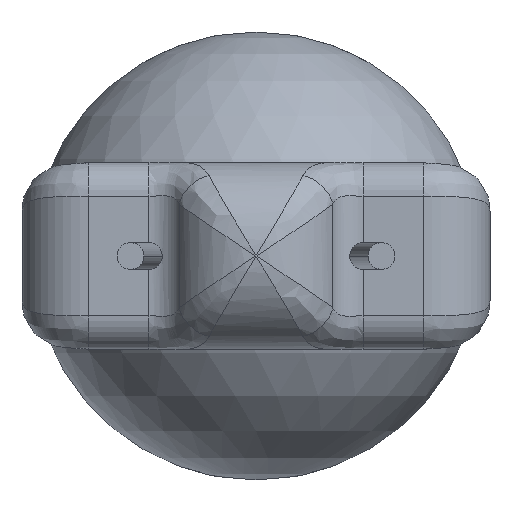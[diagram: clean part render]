
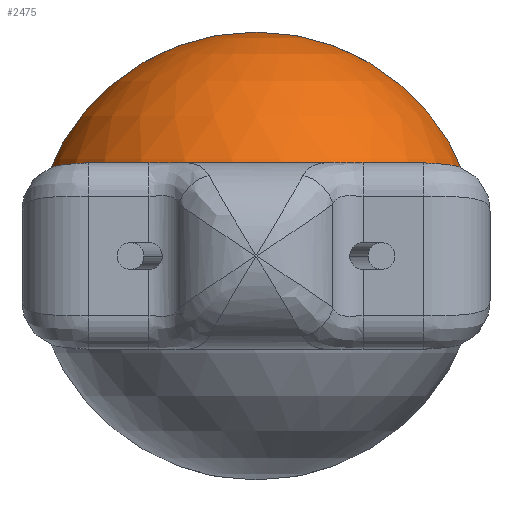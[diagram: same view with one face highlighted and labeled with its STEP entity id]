
A CAD part, front view. The second image highlights one B-rep face of the part: STEP entity #2475.
In plain terms, the highlighted spherical face has radius 3.35 mm.
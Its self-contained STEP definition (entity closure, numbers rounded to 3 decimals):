
#1 = AXIS2_PLACEMENT_3D ( 'NONE', #1034, #1080, #6351 ) ;
#73 = DIRECTION ( 'NONE',  ( 0., 0., -1. ) ) ;
#107 = ORIENTED_EDGE ( 'NONE', *, *, #3604, .F. ) ;
#187 = CIRCLE ( 'NONE', #2074, 3.35 ) ;
#195 = CARTESIAN_POINT ( 'NONE',  ( 1.343, -8.262, 0.2 ) ) ;
#282 = DIRECTION ( 'NONE',  ( 0., 0., 1. ) ) ;
#309 = CARTESIAN_POINT ( 'NONE',  ( 0., -5.199, 0. ) ) ;
#361 = VERTEX_POINT ( 'NONE', #5360 ) ;
#390 = AXIS2_PLACEMENT_3D ( 'NONE', #6183, #856, #1436 ) ;
#588 = CARTESIAN_POINT ( 'NONE',  ( -1.243, -8.304, 0.2 ) ) ;
#763 = VERTEX_POINT ( 'NONE', #4046 ) ;
#774 = CARTESIAN_POINT ( 'NONE',  ( 1.194, -8.325, 0.18 ) ) ;
#814 = VERTEX_POINT ( 'NONE', #7521 ) ;
#856 = DIRECTION ( 'NONE',  ( 0., 1., 0. ) ) ;
#1034 = CARTESIAN_POINT ( 'NONE',  ( 0., -5.199, 0. ) ) ;
#1069 = EDGE_CURVE ( 'NONE', #5637, #6427, #1815, .T. ) ;
#1080 = DIRECTION ( 'NONE',  ( 0., 0., 1. ) ) ;
#1225 = DIRECTION ( 'NONE',  ( -1., 0., 0. ) ) ;
#1352 = ORIENTED_EDGE ( 'NONE', *, *, #4387, .F. ) ;
#1436 = DIRECTION ( 'NONE',  ( 0., 0., 1. ) ) ;
#1470 = CARTESIAN_POINT ( 'NONE',  ( 0., -5.199, 0. ) ) ;
#1696 = EDGE_CURVE ( 'NONE', #763, #1821, #187, .T. ) ;
#1745 = CARTESIAN_POINT ( 'NONE',  ( -1.487, -8.201, 0.054 ) ) ;
#1777 = AXIS2_PLACEMENT_3D ( 'NONE', #7079, #73, #1225 ) ;
#1790 = CARTESIAN_POINT ( 'NONE',  ( -1.099, -8.364, 0. ) ) ;
#1815 = CIRCLE ( 'NONE', #1777, 3.35 ) ;
#1821 = VERTEX_POINT ( 'NONE', #5761 ) ;
#1956 = DIRECTION ( 'NONE',  ( 0., 1., 0. ) ) ;
#2027 = DIRECTION ( 'NONE',  ( 0., 0., 1. ) ) ;
#2062 = DIRECTION ( 'NONE',  ( 1., 0., 0. ) ) ;
#2074 = AXIS2_PLACEMENT_3D ( 'NONE', #2691, #5642, #2157 ) ;
#2087 = DIRECTION ( 'NONE',  ( 0., 0., 1. ) ) ;
#2097 = CARTESIAN_POINT ( 'NONE',  ( 1.099, -8.364, 0. ) ) ;
#2157 = DIRECTION ( 'NONE',  ( -1., 0., 0. ) ) ;
#2447 = ORIENTED_EDGE ( 'NONE', *, *, #5768, .T. ) ;
#2453 = CARTESIAN_POINT ( 'NONE',  ( 1.487, -8.201, 0. ) ) ;
#2475 = ADVANCED_FACE ( 'NONE', ( #5935 ), #4368, .T. ) ;
#2483 = CIRCLE ( 'NONE', #4533, 3.35 ) ;
#2492 = DIRECTION ( 'NONE',  ( -1., 0., 0. ) ) ;
#2607 = ORIENTED_EDGE ( 'NONE', *, *, #1696, .F. ) ;
#2691 = CARTESIAN_POINT ( 'NONE',  ( 0., -5.199, 0. ) ) ;
#3023 = CARTESIAN_POINT ( 'NONE',  ( 1.392, -8.242, 0.18 ) ) ;
#3045 = CIRCLE ( 'NONE', #390, 3.35 ) ;
#3048 = CARTESIAN_POINT ( 'NONE',  ( 1.464, -8.211, 0.107 ) ) ;
#3423 = VERTEX_POINT ( 'NONE', #6365 ) ;
#3490 = CARTESIAN_POINT ( 'NONE',  ( -1.392, -8.242, 0.18 ) ) ;
#3604 = EDGE_CURVE ( 'NONE', #1821, #814, #3045, .T. ) ;
#3745 = EDGE_CURVE ( 'NONE', #6162, #361, #4918, .T. ) ;
#3936 = AXIS2_PLACEMENT_3D ( 'NONE', #5534, #2027, #2492 ) ;
#3957 = ORIENTED_EDGE ( 'NONE', *, *, #4781, .F. ) ;
#4046 = CARTESIAN_POINT ( 'NONE',  ( -1.487, -8.201, 0. ) ) ;
#4091 = CARTESIAN_POINT ( 'NONE',  ( -1.464, -8.211, 0.107 ) ) ;
#4187 = CARTESIAN_POINT ( 'NONE',  ( 1.243, -8.304, 0.2 ) ) ;
#4368 = SPHERICAL_SURFACE ( 'NONE', #3936, 3.35 ) ;
#4387 = EDGE_CURVE ( 'NONE', #814, #3423, #2483, .T. ) ;
#4533 = AXIS2_PLACEMENT_3D ( 'NONE', #309, #1956, #282 ) ;
#4781 = EDGE_CURVE ( 'NONE', #6427, #763, #7385, .T. ) ;
#4918 = B_SPLINE_CURVE_WITH_KNOTS ( 'NONE', 3,
 ( #6018, #6587, #6535, #774, #4187, #195, #3023, #3048, #5369, #2453 ),
 .UNSPECIFIED., .F., .F.,
 ( 4, 2, 2, 2, 4 ),
 ( 0.001, 0.001, 0.001, 0.001, 0.001 ),
 .UNSPECIFIED. ) ;
#4955 = EDGE_CURVE ( 'NONE', #5637, #6162, #5597, .T. ) ;
#5360 = CARTESIAN_POINT ( 'NONE',  ( 1.487, -8.201, 0. ) ) ;
#5369 = CARTESIAN_POINT ( 'NONE',  ( 1.487, -8.201, 0.054 ) ) ;
#5534 = CARTESIAN_POINT ( 'NONE',  ( 0., -5.199, 0. ) ) ;
#5597 = CIRCLE ( 'NONE', #6220, 3.35 ) ;
#5623 = CARTESIAN_POINT ( 'NONE',  ( -1.099, -8.364, 0. ) ) ;
#5637 = VERTEX_POINT ( 'NONE', #7486 ) ;
#5642 = DIRECTION ( 'NONE',  ( 0., 0., -1. ) ) ;
#5761 = CARTESIAN_POINT ( 'NONE',  ( -3.35, -5.199, 0. ) ) ;
#5768 = EDGE_CURVE ( 'NONE', #361, #3423, #6586, .T. ) ;
#5914 = CARTESIAN_POINT ( 'NONE',  ( -1.194, -8.325, 0.18 ) ) ;
#5935 = FACE_OUTER_BOUND ( 'NONE', #7039, .T. ) ;
#6018 = CARTESIAN_POINT ( 'NONE',  ( 1.099, -8.364, 0. ) ) ;
#6162 = VERTEX_POINT ( 'NONE', #2097 ) ;
#6183 = CARTESIAN_POINT ( 'NONE',  ( 0., -5.199, 0. ) ) ;
#6220 = AXIS2_PLACEMENT_3D ( 'NONE', #1470, #2087, #2062 ) ;
#6351 = DIRECTION ( 'NONE',  ( 1., 0., 0. ) ) ;
#6365 = CARTESIAN_POINT ( 'NONE',  ( 3.35, -5.199, 0. ) ) ;
#6427 = VERTEX_POINT ( 'NONE', #5623 ) ;
#6434 = CARTESIAN_POINT ( 'NONE',  ( -1.487, -8.201, 0. ) ) ;
#6459 = CARTESIAN_POINT ( 'NONE',  ( -1.099, -8.364, 0.054 ) ) ;
#6511 = CARTESIAN_POINT ( 'NONE',  ( -1.343, -8.262, 0.2 ) ) ;
#6535 = CARTESIAN_POINT ( 'NONE',  ( 1.121, -8.355, 0.107 ) ) ;
#6586 = CIRCLE ( 'NONE', #1, 3.35 ) ;
#6587 = CARTESIAN_POINT ( 'NONE',  ( 1.099, -8.364, 0.054 ) ) ;
#6831 = ORIENTED_EDGE ( 'NONE', *, *, #3745, .T. ) ;
#7005 = CARTESIAN_POINT ( 'NONE',  ( -1.121, -8.355, 0.107 ) ) ;
#7039 = EDGE_LOOP ( 'NONE', ( #7536, #7092, #6831, #2447, #1352, #107, #2607, #3957 ) ) ;
#7079 = CARTESIAN_POINT ( 'NONE',  ( 0., -5.199, 0. ) ) ;
#7092 = ORIENTED_EDGE ( 'NONE', *, *, #4955, .T. ) ;
#7385 = B_SPLINE_CURVE_WITH_KNOTS ( 'NONE', 3,
 ( #1790, #6459, #7005, #5914, #588, #6511, #3490, #4091, #1745, #6434 ),
 .UNSPECIFIED., .F., .F.,
 ( 4, 2, 2, 2, 4 ),
 ( 0.001, 0.001, 0.001, 0.001, 0.001 ),
 .UNSPECIFIED. ) ;
#7486 = CARTESIAN_POINT ( 'NONE',  ( 0., -8.549, 0. ) ) ;
#7521 = CARTESIAN_POINT ( 'NONE',  ( 0., -5.199, 3.35 ) ) ;
#7536 = ORIENTED_EDGE ( 'NONE', *, *, #1069, .F. ) ;
